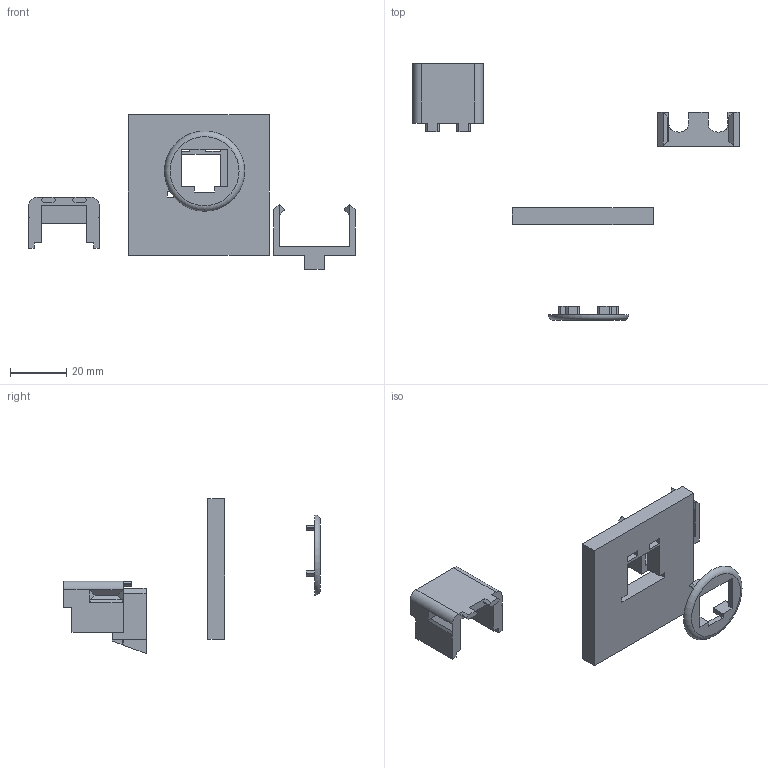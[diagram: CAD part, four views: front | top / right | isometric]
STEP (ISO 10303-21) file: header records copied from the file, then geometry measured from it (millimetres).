
FILE_DESCRIPTION(/* description */ (''),/* implementation_level */ '2;1');
FILE_NAME(/* name */ 'Snap-fit Microcontroller Holder Model.step',/* time_stamp */ '2025-08-18T16:18:09-07:00',/* author */ (''),/* organization */ (''),/* preprocessor_version */ 'ST-DEVELOPER v20.1',/* originating_system */ 'Autodesk Translation Framework v14.10.0.0',/* authorisation */ '');
FILE_SCHEMA (('AUTOMOTIVE_DESIGN { 1 0 10303 214 3 1 1 }'));
Length unit declared in the file: millimetre
Products named in the file (4): 2025-07-24-14-17-17-175; 2025-07-24-15-25-17-110; 2025-07-24-15-30-17-053; 2025-07-25-14-39-40-058
Assembly tree (3 placements, depth 2):
  2025-07-24-14-17-17-175
    2025-07-24-15-25-17-110
    2025-07-24-15-30-17-053
    2025-07-25-14-39-40-058
Bounding box: 115.87 x 91.19 x 55 mm (x, y, z)
Volume: 20168.3 mm3; surface area: 12254 mm2
Topology: 4 solids, 4 shells, 145 faces, 385 edges, 250 vertices
Faces by surface type: plane 134, bspline 6, cylinder 4, torus 1
Entity records: 4746 total; most frequent: CARTESIAN_POINT 1067, ORIENTED_EDGE 770, DIRECTION 676, EDGE_CURVE 385, LINE 362, VECTOR 362, VERTEX_POINT 250, AXIS2_PLACEMENT_3D 157
